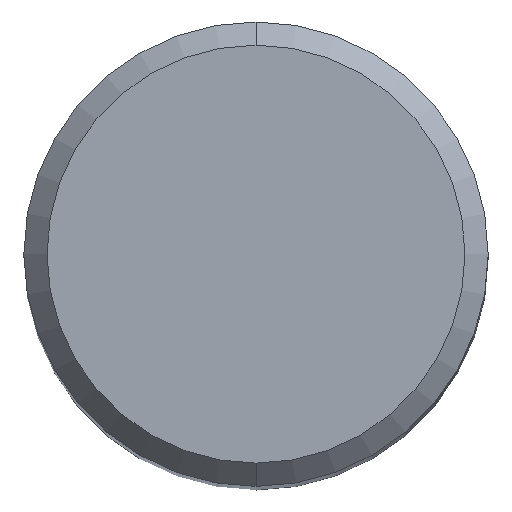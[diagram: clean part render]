
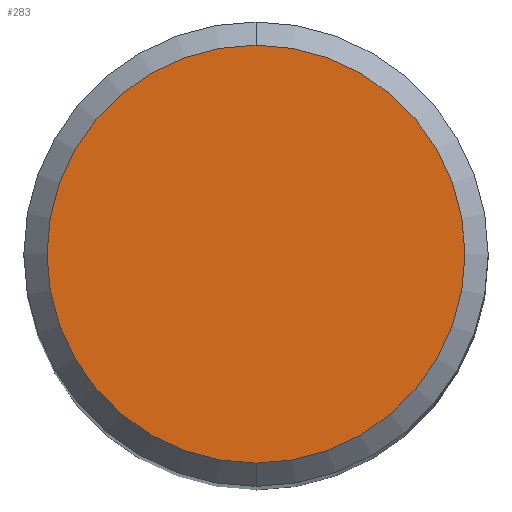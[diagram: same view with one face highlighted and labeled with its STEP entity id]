
A CAD part, top view. The second image highlights one B-rep face of the part: STEP entity #283.
In plain terms, the highlighted planar face has unit normal (0, 0, 1).
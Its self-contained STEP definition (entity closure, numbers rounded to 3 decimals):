
#279=EDGE_CURVE('',#507,#355,#648,.T.);
#283=ADVANCED_FACE('',(#652),#653,.T.);
#355=VERTEX_POINT('',#734);
#409=EDGE_CURVE('',#355,#507,#796,.T.);
#507=VERTEX_POINT('',#904);
#648=CIRCLE('',#1148,3.6);
#652=FACE_OUTER_BOUND('',#1158,.T.);
#653=PLANE('',#1159);
#734=CARTESIAN_POINT('',(0.,-3.6,0.0));
#796=CIRCLE('',#1361,3.6);
#904=CARTESIAN_POINT('',(0.0,3.6,0.0));
#1148=AXIS2_PLACEMENT_3D('',#1767,#1768,#1769);
#1158=EDGE_LOOP('',(#1771,#1772));
#1159=AXIS2_PLACEMENT_3D('',#1773,#1774,#1775);
#1361=AXIS2_PLACEMENT_3D('',#1963,#1964,#1965);
#1767=CARTESIAN_POINT('',(0.0,0.0,0.0));
#1768=DIRECTION('',(0.0,0.0,-1.0));
#1769=DIRECTION('',(0.0,1.0,0.0));
#1771=ORIENTED_EDGE('',*,*,#279,.F.);
#1772=ORIENTED_EDGE('',*,*,#409,.F.);
#1773=CARTESIAN_POINT('',(0.0,1.8,0.0));
#1774=DIRECTION('',(-0.0,0.0,1.0));
#1775=DIRECTION('',(0.0,-1.0,0.0));
#1963=CARTESIAN_POINT('',(0.0,0.0,0.0));
#1964=DIRECTION('',(0.0,0.0,-1.0));
#1965=DIRECTION('',(0.0,1.0,0.0));
